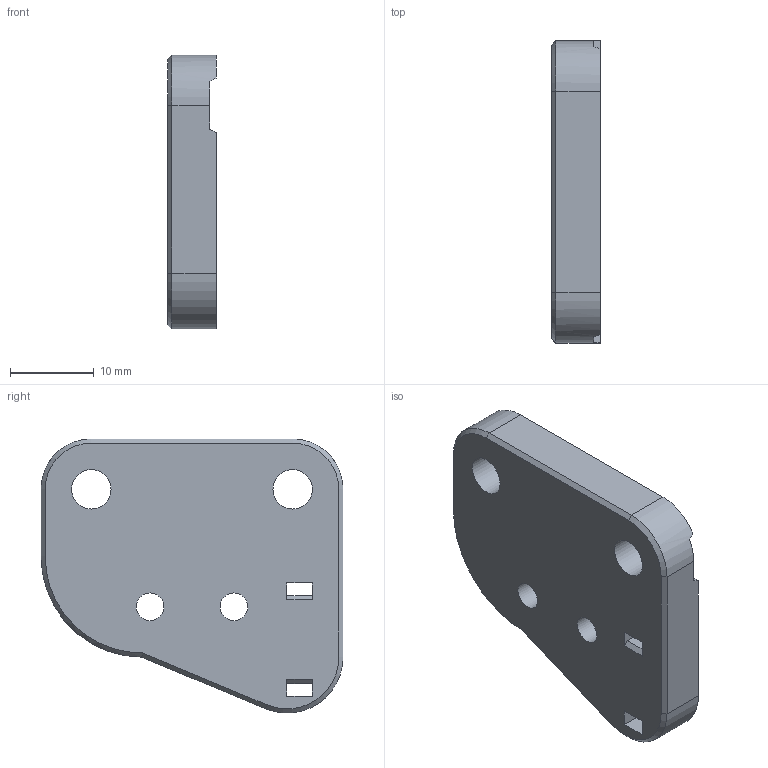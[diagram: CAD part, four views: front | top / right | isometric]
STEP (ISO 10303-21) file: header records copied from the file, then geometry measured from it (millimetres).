
FILE_DESCRIPTION(/* description */ (''),/* implementation_level */ '2;1');
FILE_NAME(/* name */ 'Nudge Rear Arm Mount.step',/* time_stamp */ '2024-09-26T21:19:00+03:00',/* author */ (''),/* organization */ (''),/* preprocessor_version */ 'ST-DEVELOPER v20',/* originating_system */ 'Autodesk Translation Framework v13.14.0.145',/* authorisation */ '');
FILE_SCHEMA (('AUTOMOTIVE_DESIGN { 1 0 10303 214 3 1 1 }'));
Length unit declared in the file: millimetre
Products named in the file (1): Nudge Mount Rear Arm
Bounding box: 5.8 x 36 x 32.66 mm (x, y, z)
Volume: 5075.7 mm3; surface area: 2955.1 mm2
Topology: 1 solids, 1 shells, 42 faces, 106 edges, 68 vertices
Faces by surface type: plane 28, cylinder 10, cone 4
Full cylindrical faces by diameter (mm): 3.3 x2, 4.7 x2, 6.4 x2
Entity records: 1312 total; most frequent: CARTESIAN_POINT 220, DIRECTION 219, ORIENTED_EDGE 212, EDGE_CURVE 106, LINE 77, VECTOR 77, AXIS2_PLACEMENT_3D 71, VERTEX_POINT 68
